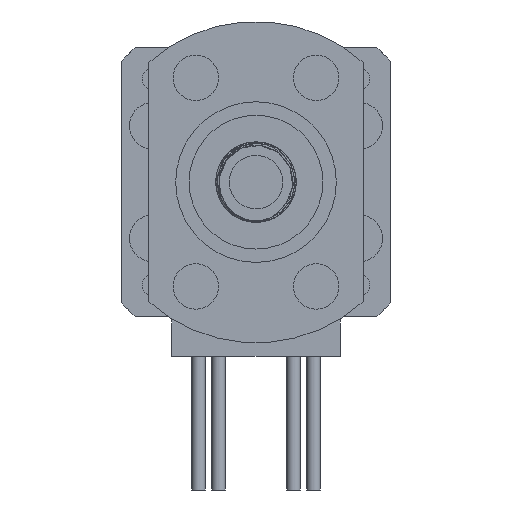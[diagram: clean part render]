
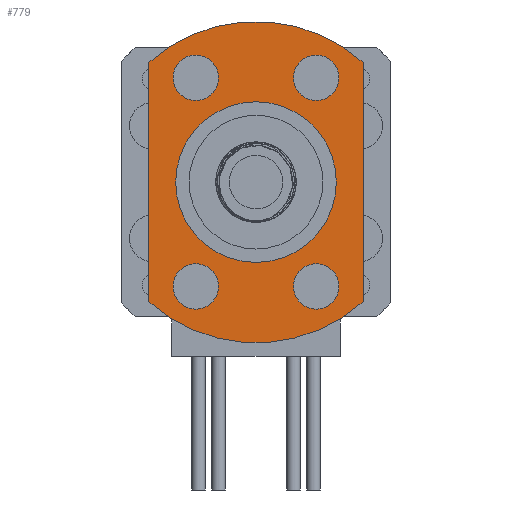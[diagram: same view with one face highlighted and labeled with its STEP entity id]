
A CAD part, front view. The second image highlights one B-rep face of the part: STEP entity #779.
In plain terms, the highlighted face is planar.
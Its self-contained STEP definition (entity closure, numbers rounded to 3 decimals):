
#779 = ADVANCED_FACE( '', ( #1547, #1548, #1549, #1550, #1551, #1552 ), #1553, .T. );
#1547 = FACE_BOUND( '', #12883, .T. );
#1548 = FACE_BOUND( '', #12884, .T. );
#1549 = FACE_BOUND( '', #12885, .T. );
#1550 = FACE_BOUND( '', #12886, .T. );
#1551 = FACE_OUTER_BOUND( '', #12887, .T. );
#1552 = FACE_BOUND( '', #12888, .T. );
#1553 = PLANE( '', #12889 );
#12883 = EDGE_LOOP( '', ( #19647 ) );
#12884 = EDGE_LOOP( '', ( #19648 ) );
#12885 = EDGE_LOOP( '', ( #19649 ) );
#12886 = EDGE_LOOP( '', ( #19650 ) );
#12887 = EDGE_LOOP( '', ( #19651, #19652, #19653, #19654 ) );
#12888 = EDGE_LOOP( '', ( #19655 ) );
#12889 = AXIS2_PLACEMENT_3D( '', #19656, #19657, #19658 );
#19647 = ORIENTED_EDGE( '', *, *, #20380, .T. );
#19648 = ORIENTED_EDGE( '', *, *, #19989, .T. );
#19649 = ORIENTED_EDGE( '', *, *, #20403, .T. );
#19650 = ORIENTED_EDGE( '', *, *, #20439, .T. );
#19651 = ORIENTED_EDGE( '', *, *, #20477, .T. );
#19652 = ORIENTED_EDGE( '', *, *, #20378, .T. );
#19653 = ORIENTED_EDGE( '', *, *, #20478, .T. );
#19654 = ORIENTED_EDGE( '', *, *, #20473, .T. );
#19655 = ORIENTED_EDGE( '', *, *, #20479, .T. );
#19656 = CARTESIAN_POINT( '', ( 0., 3.6, 0. ) );
#19657 = DIRECTION( '', ( 0., 1., 0. ) );
#19658 = DIRECTION( '', ( 0., 0., 1. ) );
#19989 = EDGE_CURVE( '', #20663, #20663, #20664, .T. );
#20378 = EDGE_CURVE( '', #21259, #21261, #21263, .T. );
#20380 = EDGE_CURVE( '', #21265, #21265, #21266, .T. );
#20403 = EDGE_CURVE( '', #21293, #21293, #21294, .T. );
#20439 = EDGE_CURVE( '', #21341, #21341, #21342, .T. );
#20473 = EDGE_CURVE( '', #21382, #21380, #21383, .T. );
#20477 = EDGE_CURVE( '', #21380, #21259, #21387, .T. );
#20478 = EDGE_CURVE( '', #21261, #21382, #21388, .T. );
#20479 = EDGE_CURVE( '', #21389, #21389, #21390, .T. );
#20663 = VERTEX_POINT( '', #21605 );
#20664 = CIRCLE( '', #21606, 1.7 );
#21259 = VERTEX_POINT( '', #25727 );
#21261 = VERTEX_POINT( '', #25730 );
#21263 = CIRCLE( '', #25733, 12. );
#21265 = VERTEX_POINT( '', #25735 );
#21266 = CIRCLE( '', #25736, 1.7 );
#21293 = VERTEX_POINT( '', #25784 );
#21294 = CIRCLE( '', #25785, 1.7 );
#21341 = VERTEX_POINT( '', #25859 );
#21342 = CIRCLE( '', #25860, 1.7 );
#21380 = VERTEX_POINT( '', #25900 );
#21382 = VERTEX_POINT( '', #25903 );
#21383 = CIRCLE( '', #25904, 12. );
#21387 = LINE( '', #25909, #25910 );
#21388 = LINE( '', #25911, #25912 );
#21389 = VERTEX_POINT( '', #25913 );
#21390 = CIRCLE( '', #25914, 6. );
#21605 = CARTESIAN_POINT( '', ( -2.8, 3.6, -7.794 ) );
#21606 = AXIS2_PLACEMENT_3D( '', #26098, #26099, #26100 );
#25727 = CARTESIAN_POINT( '', ( 8., 3.6, -8.944 ) );
#25730 = CARTESIAN_POINT( '', ( -8., 3.6, -8.944 ) );
#25733 = AXIS2_PLACEMENT_3D( '', #26646, #26647, #26648 );
#25735 = CARTESIAN_POINT( '', ( 6.2, 3.6, -7.794 ) );
#25736 = AXIS2_PLACEMENT_3D( '', #26649, #26650, #26651 );
#25784 = CARTESIAN_POINT( '', ( -2.8, 3.6, 7.794 ) );
#25785 = AXIS2_PLACEMENT_3D( '', #26673, #26674, #26675 );
#25859 = CARTESIAN_POINT( '', ( 6.2, 3.6, 7.794 ) );
#25860 = AXIS2_PLACEMENT_3D( '', #26700, #26701, #26702 );
#25900 = CARTESIAN_POINT( '', ( 8., 3.6, 8.944 ) );
#25903 = CARTESIAN_POINT( '', ( -8., 3.6, 8.944 ) );
#25904 = AXIS2_PLACEMENT_3D( '', #26733, #26734, #26735 );
#25909 = CARTESIAN_POINT( '', ( 8., 3.6, 5.544 ) );
#25910 = VECTOR( '', #26737, 1000. );
#25911 = CARTESIAN_POINT( '', ( -8., 3.6, -6.291 ) );
#25912 = VECTOR( '', #26738, 1000. );
#25913 = CARTESIAN_POINT( '', ( 6., 3.6, 0. ) );
#25914 = AXIS2_PLACEMENT_3D( '', #26739, #26740, #26741 );
#26098 = CARTESIAN_POINT( '', ( -4.5, 3.6, -7.794 ) );
#26099 = DIRECTION( '', ( 0., -1., 0. ) );
#26100 = DIRECTION( '', ( 1., 0., 0. ) );
#26646 = CARTESIAN_POINT( '', ( 0., 3.6, 0. ) );
#26647 = DIRECTION( '', ( 0., 1., 0. ) );
#26648 = DIRECTION( '', ( 1., 0., 0. ) );
#26649 = CARTESIAN_POINT( '', ( 4.5, 3.6, -7.794 ) );
#26650 = DIRECTION( '', ( 0., -1., 0. ) );
#26651 = DIRECTION( '', ( 1., 0., 0. ) );
#26673 = CARTESIAN_POINT( '', ( -4.5, 3.6, 7.794 ) );
#26674 = DIRECTION( '', ( 0., -1., 0. ) );
#26675 = DIRECTION( '', ( 1., 0., 0. ) );
#26700 = CARTESIAN_POINT( '', ( 4.5, 3.6, 7.794 ) );
#26701 = DIRECTION( '', ( 0., -1., 0. ) );
#26702 = DIRECTION( '', ( 1., 0., 0. ) );
#26733 = CARTESIAN_POINT( '', ( 0., 3.6, 0. ) );
#26734 = DIRECTION( '', ( 0., 1., 0. ) );
#26735 = DIRECTION( '', ( 1., 0., 0. ) );
#26737 = DIRECTION( '', ( 0., 0., -1. ) );
#26738 = DIRECTION( '', ( 0., 0., 1. ) );
#26739 = CARTESIAN_POINT( '', ( 0., 3.6, 0. ) );
#26740 = DIRECTION( '', ( 0., -1., 0. ) );
#26741 = DIRECTION( '', ( -1., 0., 0. ) );
